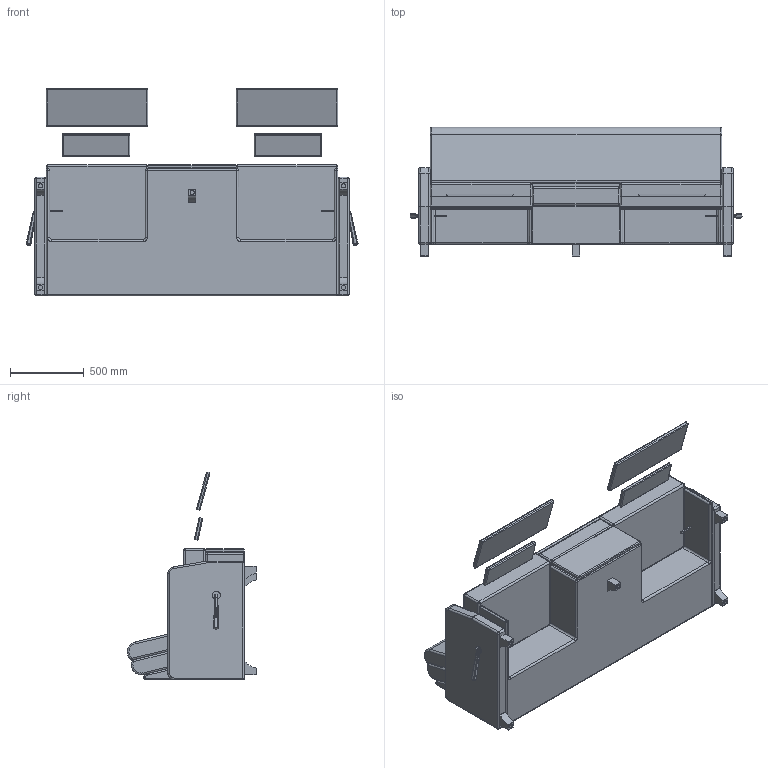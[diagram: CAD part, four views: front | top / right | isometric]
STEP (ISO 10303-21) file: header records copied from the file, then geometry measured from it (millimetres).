
FILE_DESCRIPTION(/* description */ (''),/* implementation_level */ '2;1');
FILE_NAME(/* name */ 'MM1778UFF - Kickouts open.stp',/* time_stamp */ '2019-05-29T15:06:14-04:00',/* author */ ('jbosley'),/* organization */ (''),/* preprocessor_version */ 'ST-DEVELOPER v16.13',/* originating_system */ 'Autodesk Inventor 2018',/* authorisation */ '');
FILE_SCHEMA (('AUTOMOTIVE_DESIGN { 1 0 10303 214 3 1 1 }'));
Length unit declared in the file: inch
Products named in the file (16): MM1778UFF - Kickouts open; UBASE 1578UF; USEAT 1778; 1278 REAR BACK; 1278 FRONT BACK; LEG WBO SQ 14-1; GLIDE APFAA06-1; MM1578 ARM; 1578 CENTER; HDL 5000 BLK; F7000 STEEL HANDLEA; HANDLE F7000 PLASTIC; 1578 KICKOUT; 1578 MID; CNSL 1778; 1778C-TP
Assembly tree (28 placements, depth 3):
  MM1778UFF - Kickouts open
    UBASE 1578UF
    USEAT 1778  x2
    1278 REAR BACK
    1278 FRONT BACK
    LEG WBO SQ 14-1  x5
    GLIDE APFAA06-1  x5
    MM1578 ARM  x2
    1578 CENTER
    HDL 5000 BLK  x2
      F7000 STEEL HANDLEA
      HANDLE F7000 PLASTIC
    1578 KICKOUT  x2
    1578 MID  x2
    CNSL 1778
    1778C-TP
Bounding box: 2253.02 x 880.47 x 1410.22 mm (x, y, z)
Volume: 834935194.8 mm3; surface area: 18366889.4 mm2
Topology: 28 solids, 28 shells, 682 faces, 1406 edges, 777 vertices
Faces by surface type: cylinder 254, plane 181, bspline 112, sphere 98, torus 32, cone 5
Full cylindrical faces by diameter (mm): 4.762 x5, 5.953 x2, 9.525 x5, 19.05 x5, 28.575 x5, 53.975 x2
Entity records: 16224 total; most frequent: CARTESIAN_POINT 6653, DIRECTION 2046, ORIENTED_EDGE 1740, EDGE_CURVE 870, AXIS2_PLACEMENT_3D 817, VERTEX_POINT 476, EDGE_LOOP 446, FACE_OUTER_BOUND 431
